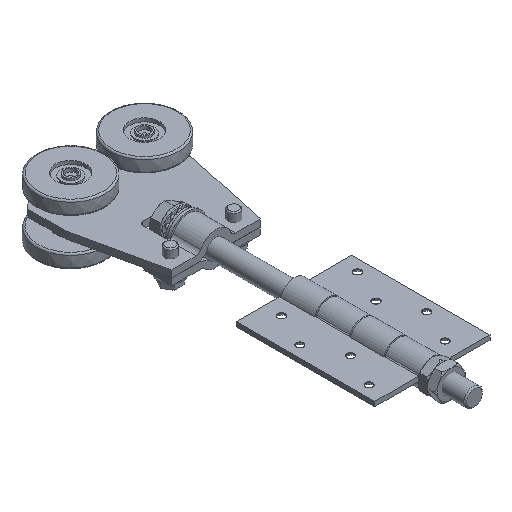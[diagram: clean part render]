
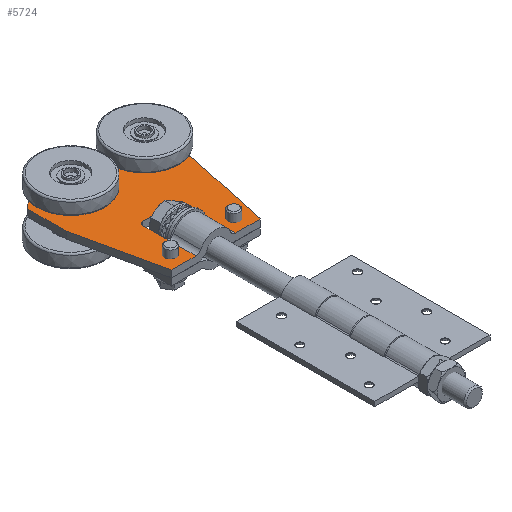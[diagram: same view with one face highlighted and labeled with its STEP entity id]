
A CAD part, isometric view. The second image highlights one B-rep face of the part: STEP entity #5724.
In plain terms, the highlighted planar face has unit normal (0, 0, 1).
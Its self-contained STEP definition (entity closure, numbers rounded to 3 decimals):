
#174=FACE_BOUND('',#897,.T.);
#175=FACE_BOUND('',#898,.T.);
#176=FACE_BOUND('',#899,.T.);
#177=FACE_BOUND('',#900,.T.);
#282=PLANE('',#6206);
#548=FACE_OUTER_BOUND('',#896,.T.);
#896=EDGE_LOOP('',(#3801,#3802,#3803,#3804,#3805,#3806,#3807,#3808,#3809,
#3810,#3811,#3812,#3813,#3814,#3815,#3816,#3817,#3818));
#897=EDGE_LOOP('',(#3819));
#898=EDGE_LOOP('',(#3820));
#899=EDGE_LOOP('',(#3821,#3822,#3823,#3824,#3825,#3826));
#900=EDGE_LOOP('',(#3827,#3828,#3829,#3830,#3831,#3832));
#1331=LINE('',#8501,#1698);
#1336=LINE('',#8516,#1703);
#1341=LINE('',#8570,#1708);
#1366=LINE('',#8626,#1733);
#1371=LINE('',#8637,#1738);
#1372=LINE('',#8640,#1739);
#1374=LINE('',#8645,#1741);
#1375=LINE('',#8647,#1742);
#1376=LINE('',#8648,#1743);
#1377=LINE('',#8650,#1744);
#1378=LINE('',#8652,#1745);
#1379=LINE('',#8653,#1746);
#1380=LINE('',#8656,#1747);
#1381=LINE('',#8658,#1748);
#1382=LINE('',#8660,#1749);
#1383=LINE('',#8662,#1750);
#1384=LINE('',#8664,#1751);
#1385=LINE('',#8665,#1752);
#1386=LINE('',#8668,#1753);
#1387=LINE('',#8670,#1754);
#1388=LINE('',#8672,#1755);
#1389=LINE('',#8674,#1756);
#1390=LINE('',#8676,#1757);
#1391=LINE('',#8677,#1758);
#1698=VECTOR('',#6839,10.);
#1703=VECTOR('',#6852,10.);
#1708=VECTOR('',#6881,10.);
#1733=VECTOR('',#6918,10.);
#1738=VECTOR('',#6929,10.);
#1739=VECTOR('',#6932,10.);
#1741=VECTOR('',#6938,10.);
#1742=VECTOR('',#6939,10.);
#1743=VECTOR('',#6940,10.);
#1744=VECTOR('',#6941,10.);
#1745=VECTOR('',#6942,10.);
#1746=VECTOR('',#6943,10.);
#1747=VECTOR('',#6944,10.);
#1748=VECTOR('',#6945,10.);
#1749=VECTOR('',#6946,10.);
#1750=VECTOR('',#6947,10.);
#1751=VECTOR('',#6948,10.);
#1752=VECTOR('',#6949,10.);
#1753=VECTOR('',#6950,10.);
#1754=VECTOR('',#6951,10.);
#1755=VECTOR('',#6952,10.);
#1756=VECTOR('',#6953,10.);
#1757=VECTOR('',#6954,10.);
#1758=VECTOR('',#6955,10.);
#2059=CIRCLE('',#6170,4.188);
#2061=CIRCLE('',#6173,4.188);
#2064=CIRCLE('',#6177,3.);
#2066=CIRCLE('',#6181,3.);
#2067=CIRCLE('',#6184,3.);
#2074=CIRCLE('',#6193,3.);
#2075=CIRCLE('',#6196,30.);
#2078=CIRCLE('',#6202,30.);
#2373=VERTEX_POINT('',#8463);
#2375=VERTEX_POINT('',#8469);
#2378=VERTEX_POINT('',#8476);
#2381=VERTEX_POINT('',#8493);
#2383=VERTEX_POINT('',#8499);
#2386=VERTEX_POINT('',#8506);
#2387=VERTEX_POINT('',#8508);
#2389=VERTEX_POINT('',#8514);
#2390=VERTEX_POINT('',#8518);
#2400=VERTEX_POINT('',#8566);
#2401=VERTEX_POINT('',#8573);
#2402=VERTEX_POINT('',#8574);
#2425=VERTEX_POINT('',#8625);
#2426=VERTEX_POINT('',#8629);
#2427=VERTEX_POINT('',#8630);
#2428=VERTEX_POINT('',#8635);
#2429=VERTEX_POINT('',#8639);
#2431=VERTEX_POINT('',#8646);
#2432=VERTEX_POINT('',#8649);
#2433=VERTEX_POINT('',#8651);
#2434=VERTEX_POINT('',#8654);
#2435=VERTEX_POINT('',#8655);
#2436=VERTEX_POINT('',#8657);
#2437=VERTEX_POINT('',#8659);
#2438=VERTEX_POINT('',#8661);
#2439=VERTEX_POINT('',#8663);
#2440=VERTEX_POINT('',#8666);
#2441=VERTEX_POINT('',#8667);
#2442=VERTEX_POINT('',#8669);
#2443=VERTEX_POINT('',#8671);
#2444=VERTEX_POINT('',#8673);
#2445=VERTEX_POINT('',#8675);
#2901=EDGE_CURVE('',#2373,#2373,#2059,.T.);
#2904=EDGE_CURVE('',#2375,#2375,#2061,.T.);
#2911=EDGE_CURVE('',#2378,#2381,#2064,.F.);
#2914=EDGE_CURVE('',#2381,#2383,#1331,.T.);
#2917=EDGE_CURVE('',#2386,#2387,#2066,.T.);
#2921=EDGE_CURVE('',#2386,#2389,#1336,.T.);
#2922=EDGE_CURVE('',#2390,#2389,#2067,.T.);
#2936=EDGE_CURVE('',#2400,#2383,#2074,.T.);
#2937=EDGE_CURVE('',#2400,#2387,#1341,.T.);
#2939=EDGE_CURVE('',#2401,#2402,#2075,.T.);
#2965=EDGE_CURVE('',#2401,#2425,#1366,.T.);
#2967=EDGE_CURVE('',#2426,#2427,#2078,.T.);
#2971=EDGE_CURVE('',#2428,#2427,#1371,.T.);
#2972=EDGE_CURVE('',#2378,#2429,#1372,.T.);
#2975=EDGE_CURVE('',#2426,#2402,#1374,.T.);
#2976=EDGE_CURVE('',#2428,#2431,#1375,.T.);
#2977=EDGE_CURVE('',#2429,#2431,#1376,.T.);
#2978=EDGE_CURVE('',#2432,#2390,#1377,.T.);
#2979=EDGE_CURVE('',#2433,#2432,#1378,.T.);
#2980=EDGE_CURVE('',#2433,#2425,#1379,.T.);
#2981=EDGE_CURVE('',#2434,#2435,#1380,.T.);
#2982=EDGE_CURVE('',#2435,#2436,#1381,.T.);
#2983=EDGE_CURVE('',#2436,#2437,#1382,.T.);
#2984=EDGE_CURVE('',#2437,#2438,#1383,.T.);
#2985=EDGE_CURVE('',#2438,#2439,#1384,.T.);
#2986=EDGE_CURVE('',#2439,#2434,#1385,.T.);
#2987=EDGE_CURVE('',#2440,#2441,#1386,.T.);
#2988=EDGE_CURVE('',#2441,#2442,#1387,.T.);
#2989=EDGE_CURVE('',#2442,#2443,#1388,.T.);
#2990=EDGE_CURVE('',#2443,#2444,#1389,.T.);
#2991=EDGE_CURVE('',#2444,#2445,#1390,.T.);
#2992=EDGE_CURVE('',#2445,#2440,#1391,.T.);
#3801=ORIENTED_EDGE('',*,*,#2939,.T.);
#3802=ORIENTED_EDGE('',*,*,#2975,.F.);
#3803=ORIENTED_EDGE('',*,*,#2967,.T.);
#3804=ORIENTED_EDGE('',*,*,#2971,.F.);
#3805=ORIENTED_EDGE('',*,*,#2976,.T.);
#3806=ORIENTED_EDGE('',*,*,#2977,.F.);
#3807=ORIENTED_EDGE('',*,*,#2972,.F.);
#3808=ORIENTED_EDGE('',*,*,#2911,.T.);
#3809=ORIENTED_EDGE('',*,*,#2914,.T.);
#3810=ORIENTED_EDGE('',*,*,#2936,.F.);
#3811=ORIENTED_EDGE('',*,*,#2937,.T.);
#3812=ORIENTED_EDGE('',*,*,#2917,.F.);
#3813=ORIENTED_EDGE('',*,*,#2921,.T.);
#3814=ORIENTED_EDGE('',*,*,#2922,.F.);
#3815=ORIENTED_EDGE('',*,*,#2978,.F.);
#3816=ORIENTED_EDGE('',*,*,#2979,.F.);
#3817=ORIENTED_EDGE('',*,*,#2980,.T.);
#3818=ORIENTED_EDGE('',*,*,#2965,.F.);
#3819=ORIENTED_EDGE('',*,*,#2901,.T.);
#3820=ORIENTED_EDGE('',*,*,#2904,.T.);
#3821=ORIENTED_EDGE('',*,*,#2981,.T.);
#3822=ORIENTED_EDGE('',*,*,#2982,.T.);
#3823=ORIENTED_EDGE('',*,*,#2983,.T.);
#3824=ORIENTED_EDGE('',*,*,#2984,.T.);
#3825=ORIENTED_EDGE('',*,*,#2985,.T.);
#3826=ORIENTED_EDGE('',*,*,#2986,.T.);
#3827=ORIENTED_EDGE('',*,*,#2987,.T.);
#3828=ORIENTED_EDGE('',*,*,#2988,.T.);
#3829=ORIENTED_EDGE('',*,*,#2989,.T.);
#3830=ORIENTED_EDGE('',*,*,#2990,.T.);
#3831=ORIENTED_EDGE('',*,*,#2991,.T.);
#3832=ORIENTED_EDGE('',*,*,#2992,.T.);
#5724=ADVANCED_FACE('',(#548,#174,#175,#176,#177),#282,.T.);
#6170=AXIS2_PLACEMENT_3D('',#8464,#6815,#6816);
#6173=AXIS2_PLACEMENT_3D('',#8470,#6822,#6823);
#6177=AXIS2_PLACEMENT_3D('',#8495,#6833,#6834);
#6181=AXIS2_PLACEMENT_3D('',#8509,#6845,#6846);
#6184=AXIS2_PLACEMENT_3D('',#8519,#6855,#6856);
#6193=AXIS2_PLACEMENT_3D('',#8568,#6877,#6878);
#6196=AXIS2_PLACEMENT_3D('',#8575,#6885,#6886);
#6202=AXIS2_PLACEMENT_3D('',#8631,#6922,#6923);
#6206=AXIS2_PLACEMENT_3D('',#8644,#6936,#6937);
#6815=DIRECTION('center_axis',(0.,0.,-1.));
#6816=DIRECTION('ref_axis',(1.,0.,0.));
#6822=DIRECTION('center_axis',(0.,0.,-1.));
#6823=DIRECTION('ref_axis',(1.,0.,0.));
#6833=DIRECTION('center_axis',(0.,0.,1.));
#6834=DIRECTION('ref_axis',(-0.707,-0.707,0.));
#6839=DIRECTION('',(0.,1.,0.));
#6845=DIRECTION('center_axis',(0.,0.,1.));
#6846=DIRECTION('ref_axis',(0.707,0.707,0.));
#6852=DIRECTION('',(0.,-1.,0.));
#6855=DIRECTION('center_axis',(0.,0.,1.));
#6856=DIRECTION('ref_axis',(0.707,-0.707,0.));
#6877=DIRECTION('center_axis',(0.,0.,1.));
#6878=DIRECTION('ref_axis',(-0.707,0.707,0.));
#6881=DIRECTION('',(1.,0.,0.));
#6885=DIRECTION('center_axis',(0.,0.,1.));
#6886=DIRECTION('ref_axis',(0.,-1.,0.));
#6918=DIRECTION('',(0.,-1.,0.));
#6922=DIRECTION('center_axis',(0.,0.,1.));
#6923=DIRECTION('ref_axis',(0.,-1.,0.));
#6929=DIRECTION('',(0.,1.,0.));
#6932=DIRECTION('',(0.,-1.,0.));
#6936=DIRECTION('center_axis',(0.,0.,1.));
#6937=DIRECTION('ref_axis',(1.,0.,0.));
#6938=DIRECTION('',(1.,0.,0.));
#6939=DIRECTION('',(0.215,-0.977,0.));
#6940=DIRECTION('',(-1.,0.,0.));
#6941=DIRECTION('',(0.,1.,0.));
#6942=DIRECTION('',(-1.,0.,0.));
#6943=DIRECTION('',(0.215,0.977,0.));
#6944=DIRECTION('',(0.,1.,0.));
#6945=DIRECTION('',(0.866,0.5,0.));
#6946=DIRECTION('',(0.866,-0.5,0.));
#6947=DIRECTION('',(0.,-1.,0.));
#6948=DIRECTION('',(-0.866,-0.5,0.));
#6949=DIRECTION('',(-0.866,0.5,0.));
#6950=DIRECTION('',(-0.866,0.5,0.));
#6951=DIRECTION('',(0.,1.,0.));
#6952=DIRECTION('',(0.866,0.5,0.));
#6953=DIRECTION('',(0.866,-0.5,0.));
#6954=DIRECTION('',(0.,-1.,0.));
#6955=DIRECTION('',(-0.866,-0.5,0.));
#8463=CARTESIAN_POINT('',(23.312,-47.5,3.));
#8464=CARTESIAN_POINT('Origin',(27.5,-47.5,3.));
#8469=CARTESIAN_POINT('',(-31.688,-47.5,3.));
#8470=CARTESIAN_POINT('Origin',(-27.5,-47.5,3.));
#8476=CARTESIAN_POINT('',(-17.185,-33.839,3.));
#8493=CARTESIAN_POINT('',(-17.5,-32.5,3.));
#8495=CARTESIAN_POINT('Origin',(-14.5,-32.5,3.));
#8499=CARTESIAN_POINT('',(-17.5,-13.5,3.));
#8501=CARTESIAN_POINT('',(-17.5,-2.875,3.));
#8506=CARTESIAN_POINT('',(17.5,-13.5,3.));
#8508=CARTESIAN_POINT('',(14.5,-10.5,3.));
#8509=CARTESIAN_POINT('Origin',(14.5,-13.5,3.));
#8514=CARTESIAN_POINT('',(17.5,-32.5,3.));
#8516=CARTESIAN_POINT('',(17.5,9.625,3.));
#8518=CARTESIAN_POINT('',(17.185,-33.839,3.));
#8519=CARTESIAN_POINT('Origin',(14.5,-32.5,3.));
#8566=CARTESIAN_POINT('',(-14.5,-10.5,3.));
#8568=CARTESIAN_POINT('Origin',(-14.5,-13.5,3.));
#8570=CARTESIAN_POINT('',(13.75,-10.5,3.));
#8573=CARTESIAN_POINT('',(55.,48.761,3.));
#8574=CARTESIAN_POINT('',(32.,59.5,3.));
#8575=CARTESIAN_POINT('Origin',(32.,29.5,3.));
#8625=CARTESIAN_POINT('',(55.,15.5,3.));
#8626=CARTESIAN_POINT('',(55.,-59.5,3.));
#8629=CARTESIAN_POINT('',(-32.,59.5,3.));
#8630=CARTESIAN_POINT('',(-55.,48.761,3.));
#8631=CARTESIAN_POINT('Origin',(-32.,29.5,3.));
#8635=CARTESIAN_POINT('',(-55.,15.5,3.));
#8637=CARTESIAN_POINT('',(-55.,59.5,3.));
#8639=CARTESIAN_POINT('',(-17.185,-59.5,3.));
#8640=CARTESIAN_POINT('',(-17.185,-59.5,3.));
#8644=CARTESIAN_POINT('Origin',(27.5,29.75,3.));
#8645=CARTESIAN_POINT('',(55.,59.5,3.));
#8646=CARTESIAN_POINT('',(-38.5,-59.5,3.));
#8647=CARTESIAN_POINT('',(-46.341,-23.86,3.));
#8648=CARTESIAN_POINT('',(-55.,-59.5,3.));
#8649=CARTESIAN_POINT('',(17.185,-59.5,3.));
#8650=CARTESIAN_POINT('',(17.185,-59.5,3.));
#8651=CARTESIAN_POINT('',(38.5,-59.5,3.));
#8652=CARTESIAN_POINT('',(-55.,-59.5,3.));
#8653=CARTESIAN_POINT('',(47.61,-18.089,3.));
#8654=CARTESIAN_POINT('',(-42.,28.726,3.));
#8655=CARTESIAN_POINT('',(-42.,40.274,3.));
#8656=CARTESIAN_POINT('',(-42.,29.238,3.));
#8657=CARTESIAN_POINT('',(-32.,46.047,3.));
#8658=CARTESIAN_POINT('',(-18.216,54.005,3.));
#8659=CARTESIAN_POINT('',(-22.,40.274,3.));
#8660=CARTESIAN_POINT('',(-6.159,31.128,3.));
#8661=CARTESIAN_POINT('',(-22.,28.726,3.));
#8662=CARTESIAN_POINT('',(-22.,35.012,3.));
#8663=CARTESIAN_POINT('',(-32.,22.953,3.));
#8664=CARTESIAN_POINT('',(-3.216,39.571,3.));
#8665=CARTESIAN_POINT('',(-11.159,10.92,3.));
#8666=CARTESIAN_POINT('',(32.,22.953,3.));
#8667=CARTESIAN_POINT('',(22.,28.726,3.));
#8668=CARTESIAN_POINT('',(28.841,24.777,3.));
#8669=CARTESIAN_POINT('',(22.,40.274,3.));
#8670=CARTESIAN_POINT('',(22.,29.238,3.));
#8671=CARTESIAN_POINT('',(32.,46.047,3.));
#8672=CARTESIAN_POINT('',(21.784,40.149,3.));
#8673=CARTESIAN_POINT('',(42.,40.274,3.));
#8674=CARTESIAN_POINT('',(33.841,44.984,3.));
#8675=CARTESIAN_POINT('',(42.,28.726,3.));
#8676=CARTESIAN_POINT('',(42.,35.012,3.));
#8677=CARTESIAN_POINT('',(36.784,25.715,3.));
